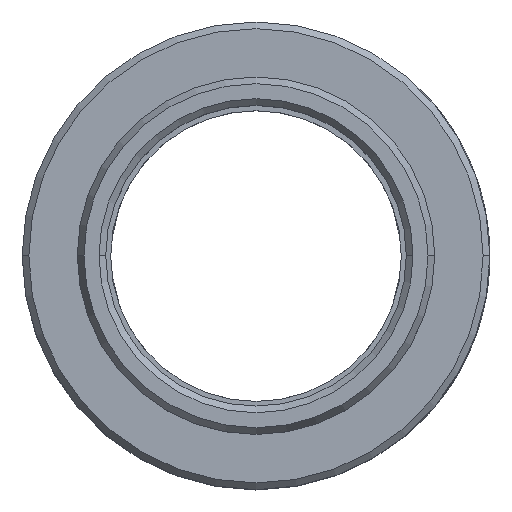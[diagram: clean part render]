
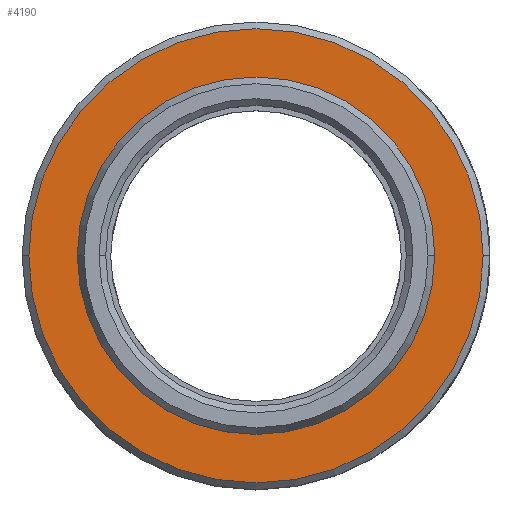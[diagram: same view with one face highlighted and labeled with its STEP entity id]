
A CAD part, top view. The second image highlights one B-rep face of the part: STEP entity #4190.
In plain terms, the highlighted planar face has unit normal (0, 0, 1).
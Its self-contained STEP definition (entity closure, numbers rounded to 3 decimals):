
#309 = CARTESIAN_POINT ( 'NONE',  ( -6.337, 0., 0. ) ) ;
#574 = AXIS2_PLACEMENT_3D ( 'NONE', #24865, #12935, #904 ) ;
#904 = DIRECTION ( 'NONE',  ( 1., 0., 0. ) ) ;
#935 = DIRECTION ( 'NONE',  ( 0., 0., -1. ) ) ;
#1692 = EDGE_CURVE ( 'NONE', #5834, #12375, #22250, .T. ) ;
#1920 = AXIS2_PLACEMENT_3D ( 'NONE', #14820, #2835, #16854 ) ;
#2510 = EDGE_CURVE ( 'NONE', #22867, #15929, #12791, .T. ) ;
#2835 = DIRECTION ( 'NONE',  ( 0., 0., 1. ) ) ;
#3464 = AXIS2_PLACEMENT_3D ( 'NONE', #17474, #5433, #19519 ) ;
#3549 = CIRCLE ( 'NONE', #574, 8.636 ) ;
#4190 = ADVANCED_FACE ( 'NONE', ( #10801, #16061 ), #12763, .T. ) ;
#4224 = EDGE_CURVE ( 'NONE', #15929, #22867, #3549, .T. ) ;
#5433 = DIRECTION ( 'NONE',  ( 0., 0., 1. ) ) ;
#5834 = VERTEX_POINT ( 'NONE', #309 ) ;
#6031 = EDGE_CURVE ( 'NONE', #12375, #5834, #10655, .T. ) ;
#6598 = ORIENTED_EDGE ( 'NONE', *, *, #2510, .T. ) ;
#6988 = CARTESIAN_POINT ( 'NONE',  ( 6.337, 0., 0. ) ) ;
#8972 = ORIENTED_EDGE ( 'NONE', *, *, #4224, .T. ) ;
#9697 = CARTESIAN_POINT ( 'NONE',  ( 0., 0., 0. ) ) ;
#10655 = CIRCLE ( 'NONE', #11431, 6.337 ) ;
#10801 = FACE_OUTER_BOUND ( 'NONE', #14985, .T. ) ;
#11431 = AXIS2_PLACEMENT_3D ( 'NONE', #9697, #23636, #11711 ) ;
#11470 = ORIENTED_EDGE ( 'NONE', *, *, #1692, .T. ) ;
#11711 = DIRECTION ( 'NONE',  ( -1., 0., 0. ) ) ;
#11862 = AXIS2_PLACEMENT_3D ( 'NONE', #12961, #935, #14946 ) ;
#12375 = VERTEX_POINT ( 'NONE', #6988 ) ;
#12763 = PLANE ( 'NONE',  #1920 ) ;
#12791 = CIRCLE ( 'NONE', #3464, 8.636 ) ;
#12935 = DIRECTION ( 'NONE',  ( 0., 0., 1. ) ) ;
#12961 = CARTESIAN_POINT ( 'NONE',  ( 0., 0., 0. ) ) ;
#14820 = CARTESIAN_POINT ( 'NONE',  ( 0., 8.89, 0. ) ) ;
#14946 = DIRECTION ( 'NONE',  ( -1., 0., 0. ) ) ;
#14985 = EDGE_LOOP ( 'NONE', ( #8972, #6598 ) ) ;
#15929 = VERTEX_POINT ( 'NONE', #23235 ) ;
#16061 = FACE_BOUND ( 'NONE', #23210, .T. ) ;
#16854 = DIRECTION ( 'NONE',  ( 1., 0., 0. ) ) ;
#17474 = CARTESIAN_POINT ( 'NONE',  ( 0., 0., 0. ) ) ;
#19519 = DIRECTION ( 'NONE',  ( 1., 0., 0. ) ) ;
#22250 = CIRCLE ( 'NONE', #11862, 6.337 ) ;
#22867 = VERTEX_POINT ( 'NONE', #25026 ) ;
#23210 = EDGE_LOOP ( 'NONE', ( #11470, #23400 ) ) ;
#23235 = CARTESIAN_POINT ( 'NONE',  ( -8.636, 0., 0. ) ) ;
#23400 = ORIENTED_EDGE ( 'NONE', *, *, #6031, .T. ) ;
#23636 = DIRECTION ( 'NONE',  ( 0., 0., -1. ) ) ;
#24865 = CARTESIAN_POINT ( 'NONE',  ( 0., 0., 0. ) ) ;
#25026 = CARTESIAN_POINT ( 'NONE',  ( 8.636, 0., 0. ) ) ;
